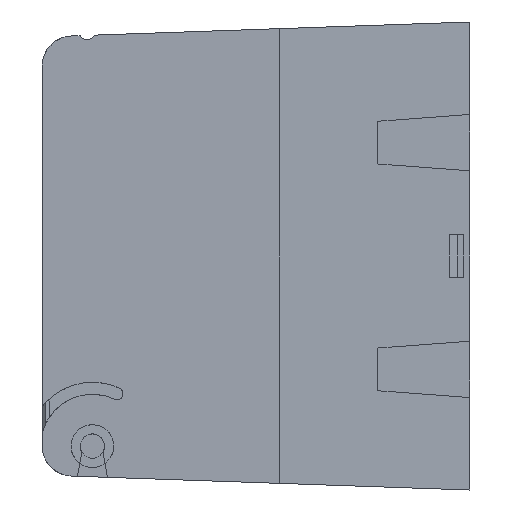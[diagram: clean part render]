
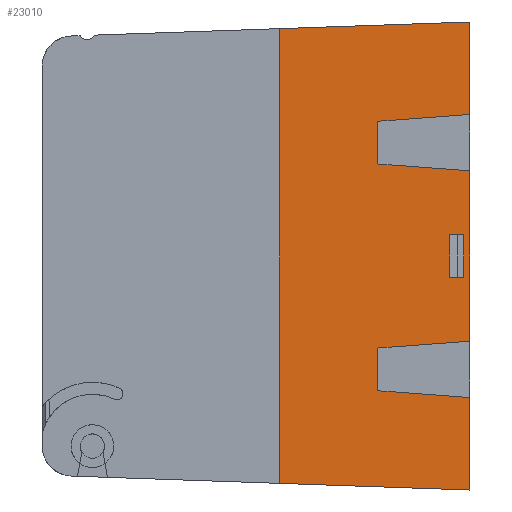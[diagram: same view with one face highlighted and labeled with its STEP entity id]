
A CAD part, left-side view. The second image highlights one B-rep face of the part: STEP entity #23010.
In plain terms, the highlighted planar face has unit normal (-1, 0, 0).
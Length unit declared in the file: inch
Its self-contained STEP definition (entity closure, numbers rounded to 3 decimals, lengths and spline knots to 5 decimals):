
#24 = ORIENTED_EDGE ( 'NONE', *, *, #2528, .F. ) ;
#176 = ORIENTED_EDGE ( 'NONE', *, *, #3028, .T. ) ;
#361 = VERTEX_POINT ( 'NONE', #10841 ) ;
#524 = ORIENTED_EDGE ( 'NONE', *, *, #16959, .F. ) ;
#668 = CARTESIAN_POINT ( 'NONE',  ( -0.465, 0., 0.93 ) ) ;
#980 = ORIENTED_EDGE ( 'NONE', *, *, #2817, .T. ) ;
#1105 = CARTESIAN_POINT ( 'NONE',  ( -0.465, 1.25, 1.49391 ) ) ;
#1502 = CARTESIAN_POINT ( 'NONE',  ( -0.465, 0.04, -0.14 ) ) ;
#2188 = FACE_BOUND ( 'NONE', #18045, .T. ) ;
#2213 = FACE_OUTER_BOUND ( 'NONE', #21469, .T. ) ;
#2322 = EDGE_CURVE ( 'NONE', #8692, #21596, #12984, .T. ) ;
#2528 = EDGE_CURVE ( 'NONE', #7271, #6391, #7185, .T. ) ;
#2599 = EDGE_CURVE ( 'NONE', #14236, #21596, #5127, .T. ) ;
#2648 = EDGE_CURVE ( 'NONE', #8692, #3904, #19219, .T. ) ;
#2817 = EDGE_CURVE ( 'NONE', #12081, #6391, #21809, .T. ) ;
#2848 = EDGE_CURVE ( 'NONE', #6486, #7271, #17482, .T. ) ;
#2941 = EDGE_CURVE ( 'NONE', #6486, #14236, #14893, .T. ) ;
#3028 = EDGE_CURVE ( 'NONE', #23165, #21458, #15243, .T. ) ;
#3060 = CARTESIAN_POINT ( 'NONE',  ( -0.465, 0.133, -0.14 ) ) ;
#3096 = EDGE_CURVE ( 'NONE', #16455, #21449, #11481, .T. ) ;
#3124 = EDGE_CURVE ( 'NONE', #21449, #361, #11455, .T. ) ;
#3148 = EDGE_CURVE ( 'NONE', #361, #3904, #14068, .T. ) ;
#3193 = EDGE_CURVE ( 'NONE', #11306, #12081, #13719, .T. ) ;
#3259 = CARTESIAN_POINT ( 'NONE',  ( -0.465, 0.04, 0.14 ) ) ;
#3904 = VERTEX_POINT ( 'NONE', #1105 ) ;
#3960 = ORIENTED_EDGE ( 'NONE', *, *, #2648, .T. ) ;
#4239 = ORIENTED_EDGE ( 'NONE', *, *, #2322, .F. ) ;
#4398 = VECTOR ( 'NONE', #17473, 39.37008 ) ;
#4897 = CARTESIAN_POINT ( 'NONE',  ( -0.465, 0., 1.53756 ) ) ;
#5127 = LINE ( 'NONE', #668, #21298 ) ;
#5183 = ORIENTED_EDGE ( 'NONE', *, *, #2599, .T. ) ;
#5234 = VECTOR ( 'NONE', #8793, 39.37008 ) ;
#6121 = EDGE_CURVE ( 'NONE', #23165, #15992, #19175, .T. ) ;
#6391 = VERTEX_POINT ( 'NONE', #12575 ) ;
#6486 = VERTEX_POINT ( 'NONE', #10561 ) ;
#6816 = DIRECTION ( 'NONE',  ( 0., 0., 1. ) ) ;
#6844 = DIRECTION ( 'NONE',  ( -1., 0., 0. ) ) ;
#6892 = CARTESIAN_POINT ( 'NONE',  ( -0.465, 0.594, -0.5 ) ) ;
#7185 = LINE ( 'NONE', #13972, #12817 ) ;
#7265 = ORIENTED_EDGE ( 'NONE', *, *, #2941, .T. ) ;
#7271 = VERTEX_POINT ( 'NONE', #20941 ) ;
#7273 = PLANE ( 'NONE',  #15104 ) ;
#7297 = DIRECTION ( 'NONE',  ( 0., 0., 1. ) ) ;
#7303 = CARTESIAN_POINT ( 'NONE',  ( -0.465, 0.604, -0.56 ) ) ;
#7692 = DIRECTION ( 'NONE',  ( 0., 0., 1. ) ) ;
#7729 = CARTESIAN_POINT ( 'NONE',  ( -0.465, 0.62245, -0.88387 ) ) ;
#7738 = VECTOR ( 'NONE', #18458, 39.37008 ) ;
#7760 = LINE ( 'NONE', #1502, #7738 ) ;
#7771 = CARTESIAN_POINT ( 'NONE',  ( -0.465, 1.1485, -1.49745 ) ) ;
#7802 = DIRECTION ( 'NONE',  ( 0., -0.997, -0.074 ) ) ;
#7847 = DIRECTION ( 'NONE',  ( 0., 0., -1. ) ) ;
#7877 = CARTESIAN_POINT ( 'NONE',  ( -0.465, 0., 1.4375 ) ) ;
#7892 = CARTESIAN_POINT ( 'NONE',  ( -0.465, 1.25, -0.5 ) ) ;
#8692 = VERTEX_POINT ( 'NONE', #4897 ) ;
#8763 = CARTESIAN_POINT ( 'NONE',  ( -0.465, 0.133, -0.14 ) ) ;
#8793 = DIRECTION ( 'NONE',  ( 0., 0., 1. ) ) ;
#9856 = DIRECTION ( 'NONE',  ( 0., 0., 1. ) ) ;
#9928 = CARTESIAN_POINT ( 'NONE',  ( -0.465, 0.604, 0.56 ) ) ;
#10561 = CARTESIAN_POINT ( 'NONE',  ( -0.465, 0.604, 0.60477 ) ) ;
#10586 = ORIENTED_EDGE ( 'NONE', *, *, #3148, .F. ) ;
#10841 = CARTESIAN_POINT ( 'NONE',  ( -0.465, 1.25, -1.49391 ) ) ;
#11205 = CARTESIAN_POINT ( 'NONE',  ( -0.465, 0.604, -0.60477 ) ) ;
#11306 = VERTEX_POINT ( 'NONE', #19554 ) ;
#11455 = LINE ( 'NONE', #7771, #14156 ) ;
#11481 = LINE ( 'NONE', #7877, #14426 ) ;
#11573 = CARTESIAN_POINT ( 'NONE',  ( -0.465, 0.51262, 0.59799 ) ) ;
#11657 = DIRECTION ( 'NONE',  ( 0., -0.997, -0.074 ) ) ;
#11734 = DIRECTION ( 'NONE',  ( 0., -0.997, 0.074 ) ) ;
#11766 = CARTESIAN_POINT ( 'NONE',  ( -0.465, 0., -0.56 ) ) ;
#12081 = VERTEX_POINT ( 'NONE', #11205 ) ;
#12508 = VECTOR ( 'NONE', #15730, 39.37008 ) ;
#12575 = CARTESIAN_POINT ( 'NONE',  ( -0.465, 0., -0.56 ) ) ;
#12618 = EDGE_CURVE ( 'NONE', #21458, #19961, #21476, .T. ) ;
#12817 = VECTOR ( 'NONE', #13951, 39.37008 ) ;
#12984 = LINE ( 'NONE', #15604, #4398 ) ;
#13600 = CARTESIAN_POINT ( 'NONE',  ( -0.465, 1.1485, 1.49745 ) ) ;
#13646 = VECTOR ( 'NONE', #7297, 39.37008 ) ;
#13719 = LINE ( 'NONE', #7303, #13646 ) ;
#13923 = DIRECTION ( 'NONE',  ( 0., -0.997, 0.074 ) ) ;
#13945 = DIRECTION ( 'NONE',  ( 0., 0.999, -0.035 ) ) ;
#13951 = DIRECTION ( 'NONE',  ( 0., 0., -1. ) ) ;
#13972 = CARTESIAN_POINT ( 'NONE',  ( -0.465, 0., 1.4375 ) ) ;
#14023 = VECTOR ( 'NONE', #7692, 39.37008 ) ;
#14068 = LINE ( 'NONE', #7892, #14023 ) ;
#14156 = VECTOR ( 'NONE', #21733, 39.37008 ) ;
#14236 = VERTEX_POINT ( 'NONE', #17717 ) ;
#14426 = VECTOR ( 'NONE', #7847, 39.37008 ) ;
#14893 = LINE ( 'NONE', #9928, #16743 ) ;
#15078 = EDGE_CURVE ( 'NONE', #11306, #16455, #19307, .T. ) ;
#15104 = AXIS2_PLACEMENT_3D ( 'NONE', #6892, #6844, #6816 ) ;
#15243 = LINE ( 'NONE', #8763, #5234 ) ;
#15600 = ORIENTED_EDGE ( 'NONE', *, *, #15078, .F. ) ;
#15604 = CARTESIAN_POINT ( 'NONE',  ( -0.465, 0., 1.4375 ) ) ;
#15699 = DIRECTION ( 'NONE',  ( 0., -1., 0. ) ) ;
#15726 = CARTESIAN_POINT ( 'NONE',  ( -0.465, 0.133, 0.14 ) ) ;
#15730 = DIRECTION ( 'NONE',  ( 0., -1., 0. ) ) ;
#15872 = CARTESIAN_POINT ( 'NONE',  ( -0.465, 0., -0.93 ) ) ;
#15992 = VERTEX_POINT ( 'NONE', #21239 ) ;
#16136 = CARTESIAN_POINT ( 'NONE',  ( -0.465, 0.133, -0.14 ) ) ;
#16455 = VERTEX_POINT ( 'NONE', #15872 ) ;
#16743 = VECTOR ( 'NONE', #9856, 39.37008 ) ;
#16959 = EDGE_CURVE ( 'NONE', #15992, #19961, #7760, .T. ) ;
#17469 = VECTOR ( 'NONE', #11657, 39.37008 ) ;
#17473 = DIRECTION ( 'NONE',  ( 0., 0., -1. ) ) ;
#17482 = LINE ( 'NONE', #11573, #17469 ) ;
#17511 = VECTOR ( 'NONE', #11734, 39.37008 ) ;
#17717 = CARTESIAN_POINT ( 'NONE',  ( -0.465, 0.604, 0.88523 ) ) ;
#18040 = CARTESIAN_POINT ( 'NONE',  ( -0.465, 0., 0.93 ) ) ;
#18045 = EDGE_LOOP ( 'NONE', ( #524, #19835, #176, #19637 ) ) ;
#18053 = ORIENTED_EDGE ( 'NONE', *, *, #2848, .F. ) ;
#18458 = DIRECTION ( 'NONE',  ( 0., 0., 1. ) ) ;
#19115 = VECTOR ( 'NONE', #13945, 39.37008 ) ;
#19155 = VECTOR ( 'NONE', #15699, 39.37008 ) ;
#19175 = LINE ( 'NONE', #16136, #19155 ) ;
#19219 = LINE ( 'NONE', #13600, #19115 ) ;
#19307 = LINE ( 'NONE', #7729, #19345 ) ;
#19345 = VECTOR ( 'NONE', #7802, 39.37008 ) ;
#19363 = ORIENTED_EDGE ( 'NONE', *, *, #3124, .F. ) ;
#19554 = CARTESIAN_POINT ( 'NONE',  ( -0.465, 0.604, -0.88523 ) ) ;
#19637 = ORIENTED_EDGE ( 'NONE', *, *, #12618, .T. ) ;
#19835 = ORIENTED_EDGE ( 'NONE', *, *, #6121, .F. ) ;
#19961 = VERTEX_POINT ( 'NONE', #3259 ) ;
#20338 = ORIENTED_EDGE ( 'NONE', *, *, #3193, .T. ) ;
#20441 = ORIENTED_EDGE ( 'NONE', *, *, #3096, .F. ) ;
#20941 = CARTESIAN_POINT ( 'NONE',  ( -0.465, 0., 0.56 ) ) ;
#21233 = CARTESIAN_POINT ( 'NONE',  ( -0.465, 0., -1.53756 ) ) ;
#21239 = CARTESIAN_POINT ( 'NONE',  ( -0.465, 0.04, -0.14 ) ) ;
#21298 = VECTOR ( 'NONE', #13923, 39.37008 ) ;
#21449 = VERTEX_POINT ( 'NONE', #21233 ) ;
#21458 = VERTEX_POINT ( 'NONE', #21509 ) ;
#21469 = EDGE_LOOP ( 'NONE', ( #980, #24, #18053, #7265, #5183, #4239, #3960, #10586, #19363, #20441, #15600, #20338 ) ) ;
#21476 = LINE ( 'NONE', #15726, #12508 ) ;
#21509 = CARTESIAN_POINT ( 'NONE',  ( -0.465, 0.133, 0.14 ) ) ;
#21596 = VERTEX_POINT ( 'NONE', #18040 ) ;
#21733 = DIRECTION ( 'NONE',  ( 0., 0.999, 0.035 ) ) ;
#21809 = LINE ( 'NONE', #11766, #17511 ) ;
#23010 = ADVANCED_FACE ( 'NONE', ( #2213, #2188 ), #7273, .T. ) ;
#23165 = VERTEX_POINT ( 'NONE', #3060 ) ;
